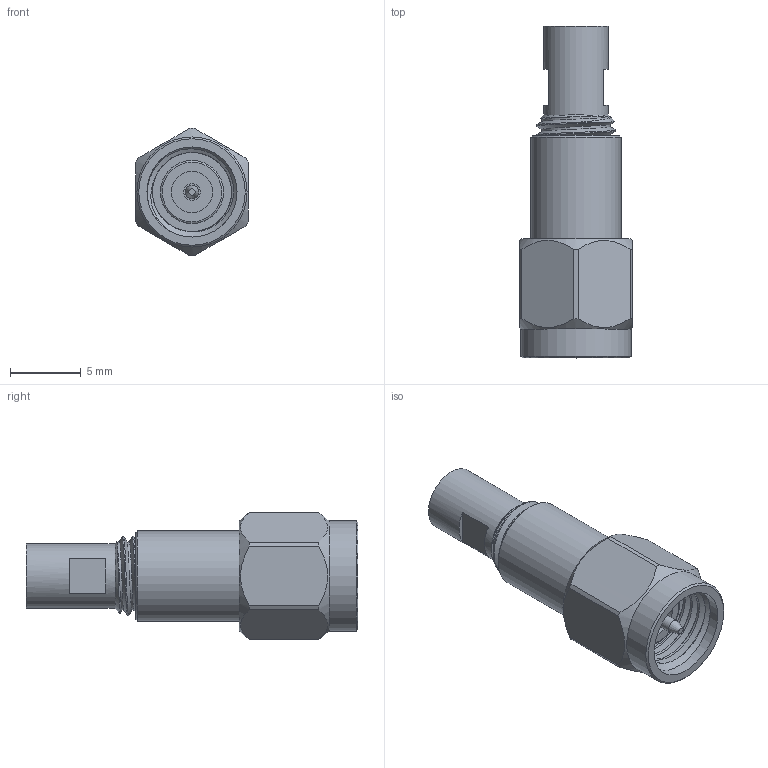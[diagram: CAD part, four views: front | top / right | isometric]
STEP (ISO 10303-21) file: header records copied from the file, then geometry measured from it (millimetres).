
FILE_DESCRIPTION (( 'STEP AP203' ), '1' );
FILE_NAME ('SM8858_3D.step', '2021-07-21T18:58:54', ( '' ), ( '' ), 'SwSTEP 2.0', 'SolidWorks 2021', '' );
FILE_SCHEMA (( 'CONFIG_CONTROL_DESIGN' ));
Length unit declared in the file: inch
Products named in the file (1): SM8858_3D
Bounding box: 7.94 x 23.39 x 8.99 mm (x, y, z)
Volume: 643.1 mm3; surface area: 906.5 mm2
Topology: 1 solids, 1 shells, 73 faces, 181 edges, 121 vertices
Faces by surface type: cylinder 28, plane 25, cone 12, bspline 7, sphere 1
Full cylindrical faces by diameter (mm): 0.381 x1, 0.94 x1, 1.194 x1, 1.524 x1, 2.92 x1, 2.946 x1, 3.175 x1, 3.658 x1, 4.445 x1, 4.572 x1, 6.35 x7, 6.858 x1, 7.762 x1
Entity records: 5628 total; most frequent: CARTESIAN_POINT 4173, ORIENTED_EDGE 276, DIRECTION 254, EDGE_CURVE 138, AXIS2_PLACEMENT_3D 117, VERTEX_POINT 112, EDGE_LOOP 106, FACE_OUTER_BOUND 82
